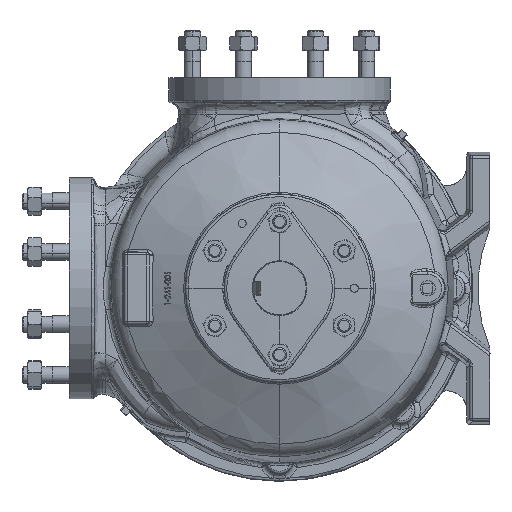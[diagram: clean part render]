
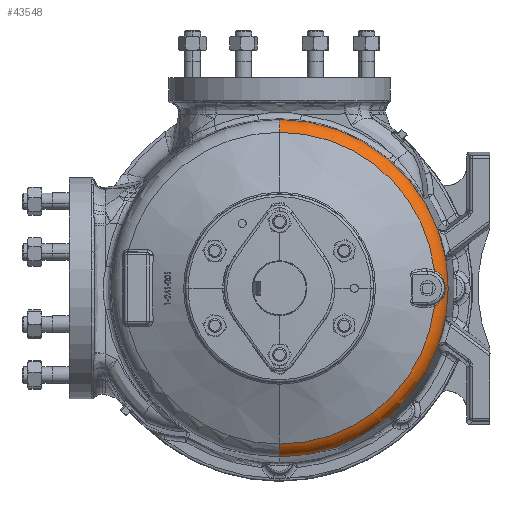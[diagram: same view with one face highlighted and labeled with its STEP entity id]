
A CAD part, left-side view. The second image highlights one B-rep face of the part: STEP entity #43548.
In plain terms, the highlighted toroidal (fillet/blend) face has major radius 168.021 mm and minor radius 25.4 mm.
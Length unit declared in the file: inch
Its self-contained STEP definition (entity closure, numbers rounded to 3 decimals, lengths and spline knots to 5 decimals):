
#7501 = CARTESIAN_POINT ( 'NONE',  ( -9.8745, -7.22266, 0.64109 ) ) ;
#7938 = CARTESIAN_POINT ( 'NONE',  ( -9.60096, -7.48165, 0.09182 ) ) ;
#8326 = CARTESIAN_POINT ( 'NONE',  ( -9.7247, -7.38652, -0.41425 ) ) ;
#8758 = CARTESIAN_POINT ( 'NONE',  ( -10.00898, -6.99148, -0.80453 ) ) ;
#9972 = ORIENTED_EDGE ( 'NONE', *, *, #112530, .F. ) ;
#10345 = TOROIDAL_SURFACE ( 'NONE', #37244, 6.615, 1. ) ;
#13304 = B_SPLINE_CURVE_WITH_KNOTS ( 'NONE', 3,
 ( #76076, #56524, #116319, #56969, #126176, #66946, #7501, #76899, #17440, #86862, #27393, #96822, #37449, #106758, #47467, #116736, #57400, #126624, #67347, #7938, #77342, #17862, #87262, #27845, #97260, #37849, #107183, #47925, #117140, #57809, #127058, #67794, #8326, #77769, #18305, #87679, #28245, #97700, #38271, #107605, #48347, #117593, #58236, #127472, #68225, #8758 ),
 .UNSPECIFIED., .F., .F.,
 ( 4, 2, 2, 2, 2, 2, 2, 2, 2, 2, 2, 2, 2, 2, 2, 2, 2, 2, 2, 2, 2, 2, 4 ),
 ( 0., 0.00341, 0.00682, 0.00852, 0.01023, 0.01364, 0.01705, 0.01875, 0.02046, 0.02387, 0.02728, 0.02898, 0.03069, 0.03239, 0.0341, 0.03751, 0.03921, 0.04092, 0.04432, 0.04603, 0.04773, 0.05114, 0.05455 ),
 .UNSPECIFIED. ) ;
#13423 = CARTESIAN_POINT ( 'NONE',  ( -10.00898, 0., -7.03761 ) ) ;
#14217 = CARTESIAN_POINT ( 'NONE',  ( -9.13757, 0., 7.61439 ) ) ;
#14331 = ORIENTED_EDGE ( 'NONE', *, *, #74503, .T. ) ;
#15649 = CARTESIAN_POINT ( 'NONE',  ( -10.00898, 0., 0. ) ) ;
#17440 = CARTESIAN_POINT ( 'NONE',  ( -9.84245, -7.26354, 0.59726 ) ) ;
#17862 = CARTESIAN_POINT ( 'NONE',  ( -9.59535, -7.48521, -0.0211 ) ) ;
#18305 = CARTESIAN_POINT ( 'NONE',  ( -9.75591, -7.35749, -0.46712 ) ) ;
#21902 = EDGE_CURVE ( 'NONE', #101742, #64609, #68862, .T. ) ;
#24927 = VERTEX_POINT ( 'NONE', #111466 ) ;
#25065 = DIRECTION ( 'NONE',  ( 0., 0., 1. ) ) ;
#25588 = DIRECTION ( 'NONE',  ( 0., 0., 1. ) ) ;
#25917 = AXIS2_PLACEMENT_3D ( 'NONE', #101281, #41952, #111248 ) ;
#27393 = CARTESIAN_POINT ( 'NONE',  ( -9.78845, -7.32508, 0.51896 ) ) ;
#27845 = CARTESIAN_POINT ( 'NONE',  ( -9.60167, -7.4811, -0.08916 ) ) ;
#28245 = CARTESIAN_POINT ( 'NONE',  ( -9.80927, -7.3027, -0.55001 ) ) ;
#29500 = AXIS2_PLACEMENT_3D ( 'NONE', #15649, #85079, #25588 ) ;
#32162 = EDGE_CURVE ( 'NONE', #126606, #58310, #52052, .T. ) ;
#37069 = CIRCLE ( 'NONE', #87806, 1. ) ;
#37244 = AXIS2_PLACEMENT_3D ( 'NONE', #123462, #84516, #25065 ) ;
#37449 = CARTESIAN_POINT ( 'NONE',  ( -9.72539, -7.38621, 0.41637 ) ) ;
#37749 = CARTESIAN_POINT ( 'NONE',  ( -9.10267, 0., -6.615 ) ) ;
#37849 = CARTESIAN_POINT ( 'NONE',  ( -9.61503, -7.47221, -0.15516 ) ) ;
#38271 = CARTESIAN_POINT ( 'NONE',  ( -9.85232, -7.25137, -0.61096 ) ) ;
#41952 = DIRECTION ( 'NONE',  ( 0., -1., 0. ) ) ;
#42760 = ORIENTED_EDGE ( 'NONE', *, *, #97587, .F. ) ;
#43548 = ADVANCED_FACE ( 'NONE', ( #46192 ), #10345, .T. ) ;
#46192 = FACE_OUTER_BOUND ( 'NONE', #117592, .T. ) ;
#47467 = CARTESIAN_POINT ( 'NONE',  ( -9.68613, -7.41938, 0.34171 ) ) ;
#47805 = DIRECTION ( 'NONE',  ( 0., 0., 1. ) ) ;
#47925 = CARTESIAN_POINT ( 'NONE',  ( -9.63435, -7.45878, -0.21945 ) ) ;
#48347 = CARTESIAN_POINT ( 'NONE',  ( -9.88437, -7.20929, -0.65419 ) ) ;
#48884 = ORIENTED_EDGE ( 'NONE', *, *, #50725, .T. ) ;
#49903 = DIRECTION ( 'NONE',  ( 1., 0., 0. ) ) ;
#50725 = EDGE_CURVE ( 'NONE', #126606, #64609, #95999, .T. ) ;
#52052 = CIRCLE ( 'NONE', #126306, 7.61439 ) ;
#53387 = DIRECTION ( 'NONE',  ( -1., 0., 0. ) ) ;
#56524 = CARTESIAN_POINT ( 'NONE',  ( -9.99214, -7.02992, 0.78634 ) ) ;
#56969 = CARTESIAN_POINT ( 'NONE',  ( -9.93594, -7.13285, 0.72016 ) ) ;
#57400 = CARTESIAN_POINT ( 'NONE',  ( -9.65895, -7.4407, 0.28286 ) ) ;
#57809 = CARTESIAN_POINT ( 'NONE',  ( -9.66619, -7.43535, -0.30112 ) ) ;
#58236 = CARTESIAN_POINT ( 'NONE',  ( -9.93572, -7.13322, -0.71989 ) ) ;
#58310 = VERTEX_POINT ( 'NONE', #87776 ) ;
#64609 = VERTEX_POINT ( 'NONE', #104261 ) ;
#66946 = CARTESIAN_POINT ( 'NONE',  ( -9.88499, -7.20842, 0.65502 ) ) ;
#67347 = CARTESIAN_POINT ( 'NONE',  ( -9.62071, -7.46839, 0.18019 ) ) ;
#67794 = CARTESIAN_POINT ( 'NONE',  ( -9.71449, -7.39553, -0.39598 ) ) ;
#68225 = CARTESIAN_POINT ( 'NONE',  ( -9.99214, -7.02992, -0.78634 ) ) ;
#68862 = CIRCLE ( 'NONE', #29500, 7.03761 ) ;
#74503 = EDGE_CURVE ( 'NONE', #101742, #24927, #13304, .T. ) ;
#76076 = CARTESIAN_POINT ( 'NONE',  ( -10.00898, -6.99148, 0.80453 ) ) ;
#76899 = CARTESIAN_POINT ( 'NONE',  ( -9.85325, -7.2502, 0.61224 ) ) ;
#77342 = CARTESIAN_POINT ( 'NONE',  ( -9.59553, -7.4851, 0.04701 ) ) ;
#77769 = CARTESIAN_POINT ( 'NONE',  ( -9.74541, -7.36751, -0.4498 ) ) ;
#78597 = VERTEX_POINT ( 'NONE', #13423 ) ;
#84516 = DIRECTION ( 'NONE',  ( -1., 0., 0. ) ) ;
#85079 = DIRECTION ( 'NONE',  ( -1., 0., 0. ) ) ;
#86862 = CARTESIAN_POINT ( 'NONE',  ( -9.81003, -7.30187, 0.55113 ) ) ;
#87262 = CARTESIAN_POINT ( 'NONE',  ( -9.59663, -7.48439, -0.0441 ) ) ;
#87679 = CARTESIAN_POINT ( 'NONE',  ( -9.78771, -7.32586, -0.51784 ) ) ;
#87776 = CARTESIAN_POINT ( 'NONE',  ( -9.13757, 0., -7.61439 ) ) ;
#87806 = AXIS2_PLACEMENT_3D ( 'NONE', #37749, #107081, #47805 ) ;
#95999 = CIRCLE ( 'NONE', #25917, 1. ) ;
#96822 = CARTESIAN_POINT ( 'NONE',  ( -9.74614, -7.36725, 0.45158 ) ) ;
#97260 = CARTESIAN_POINT ( 'NONE',  ( -9.60542, -7.47865, -0.11136 ) ) ;
#97587 = EDGE_CURVE ( 'NONE', #78597, #24927, #109290, .T. ) ;
#97695 = CARTESIAN_POINT ( 'NONE',  ( -10.00898, -6.99148, 0.80453 ) ) ;
#97700 = CARTESIAN_POINT ( 'NONE',  ( -9.84156, -7.26462, -0.59601 ) ) ;
#101281 = CARTESIAN_POINT ( 'NONE',  ( -9.10267, 0., 6.615 ) ) ;
#101742 = VERTEX_POINT ( 'NONE', #97695 ) ;
#104261 = CARTESIAN_POINT ( 'NONE',  ( -10.00898, 0., 7.03761 ) ) ;
#105661 = ORIENTED_EDGE ( 'NONE', *, *, #21902, .F. ) ;
#106758 = CARTESIAN_POINT ( 'NONE',  ( -9.69577, -7.41147, 0.36077 ) ) ;
#107081 = DIRECTION ( 'NONE',  ( 0., 1., 0. ) ) ;
#107183 = CARTESIAN_POINT ( 'NONE',  ( -9.62088, -7.46822, -0.17678 ) ) ;
#107605 = CARTESIAN_POINT ( 'NONE',  ( -9.87375, -7.22366, -0.64009 ) ) ;
#109208 = CARTESIAN_POINT ( 'NONE',  ( -9.13757, 0., 0. ) ) ;
#109290 = CIRCLE ( 'NONE', #112435, 7.03761 ) ;
#111248 = DIRECTION ( 'NONE',  ( 0., 0., -1. ) ) ;
#111466 = CARTESIAN_POINT ( 'NONE',  ( -10.00898, -6.99148, -0.80453 ) ) ;
#112435 = AXIS2_PLACEMENT_3D ( 'NONE', #112735, #53387, #122666 ) ;
#112530 = EDGE_CURVE ( 'NONE', #58310, #78597, #37069, .T. ) ;
#112735 = CARTESIAN_POINT ( 'NONE',  ( -10.00898, 0., 0. ) ) ;
#113977 = ORIENTED_EDGE ( 'NONE', *, *, #32162, .F. ) ;
#116319 = CARTESIAN_POINT ( 'NONE',  ( -9.97402, -7.06569, 0.76568 ) ) ;
#116736 = CARTESIAN_POINT ( 'NONE',  ( -9.6677, -7.43401, 0.3027 ) ) ;
#117140 = CARTESIAN_POINT ( 'NONE',  ( -9.64187, -7.45339, -0.24021 ) ) ;
#117592 = EDGE_LOOP ( 'NONE', ( #9972, #113977, #48884, #105661, #14331, #42760 ) ) ;
#117593 = CARTESIAN_POINT ( 'NONE',  ( -9.91561, -7.16479, -0.69485 ) ) ;
#119190 = DIRECTION ( 'NONE',  ( 0., 0., 1. ) ) ;
#122666 = DIRECTION ( 'NONE',  ( 0., 0., 1. ) ) ;
#123462 = CARTESIAN_POINT ( 'NONE',  ( -9.10267, 0., 0. ) ) ;
#126176 = CARTESIAN_POINT ( 'NONE',  ( -9.91596, -7.16424, 0.69529 ) ) ;
#126306 = AXIS2_PLACEMENT_3D ( 'NONE', #109208, #49903, #119190 ) ;
#126606 = VERTEX_POINT ( 'NONE', #14217 ) ;
#126624 = CARTESIAN_POINT ( 'NONE',  ( -9.63456, -7.45883, 0.22218 ) ) ;
#127058 = CARTESIAN_POINT ( 'NONE',  ( -9.68472, -7.42085, -0.33989 ) ) ;
#127472 = CARTESIAN_POINT ( 'NONE',  ( -9.97398, -7.06578, -0.76563 ) ) ;
